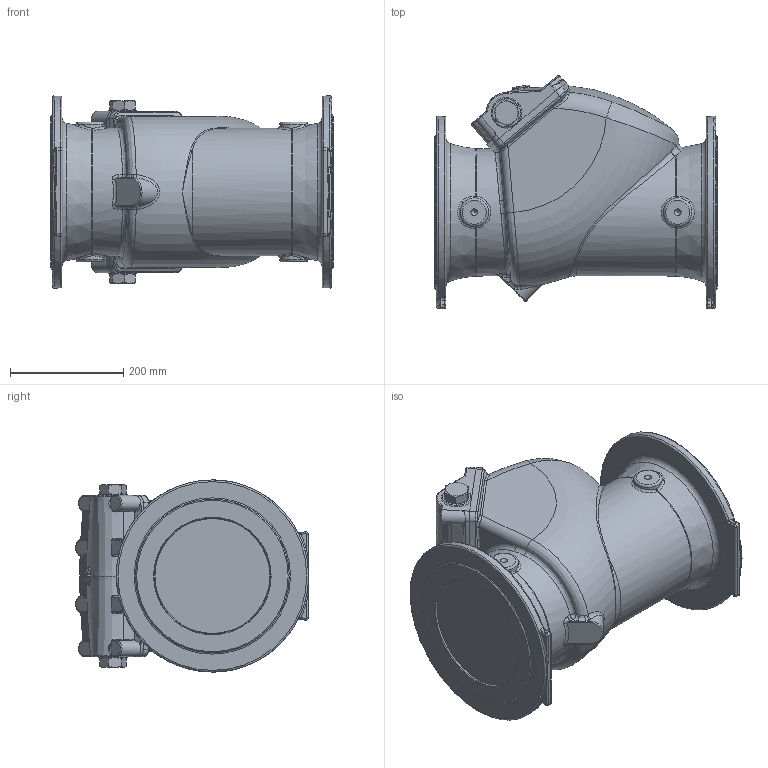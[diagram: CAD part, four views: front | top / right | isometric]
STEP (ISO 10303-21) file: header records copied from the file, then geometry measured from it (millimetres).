
FILE_DESCRIPTION (( 'STEP AP203' ), '1' );
FILE_NAME ('O_41_61_DN200_AA1_step.step', '2016-09-26T06:46:03', ( 'Windows User' ), ( 'AVK' ), 'SwSTEP 2.0', 'SolidWorks 2012', '' );
FILE_SCHEMA (( 'CONFIG_CONTROL_DESIGN' ));
Length unit declared in the file: millimetre
Products named in the file (1): O_41_61_DN200_AA1_step
Bounding box: 500 x 412.05 x 340 mm (x, y, z)
Volume: 32943064.4 mm3; surface area: 815389.2 mm2
Topology: 1 solids, 1 shells, 457 faces, 1102 edges, 636 vertices
Faces by surface type: bspline 185, plane 94, cylinder 90, torus 57, cone 21, sphere 10
Full cylindrical faces by diameter (mm): 30 x1, 225.2 x1
Entity records: 27442 total; most frequent: CARTESIAN_POINT 18496, ORIENTED_EDGE 2070, DIRECTION 1520, EDGE_CURVE 1035, AXIS2_PLACEMENT_3D 647, VERTEX_POINT 616, EDGE_LOOP 493, FACE_OUTER_BOUND 474
